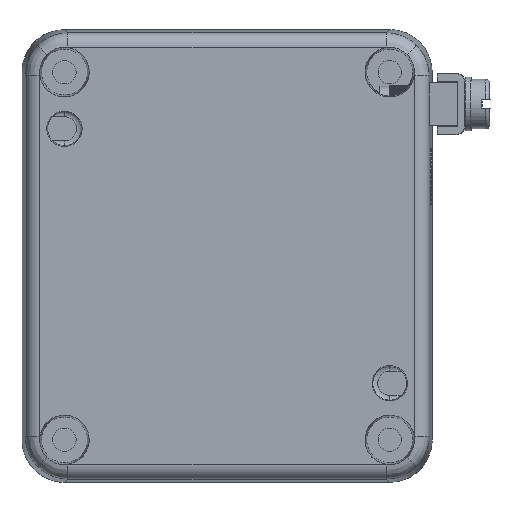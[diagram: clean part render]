
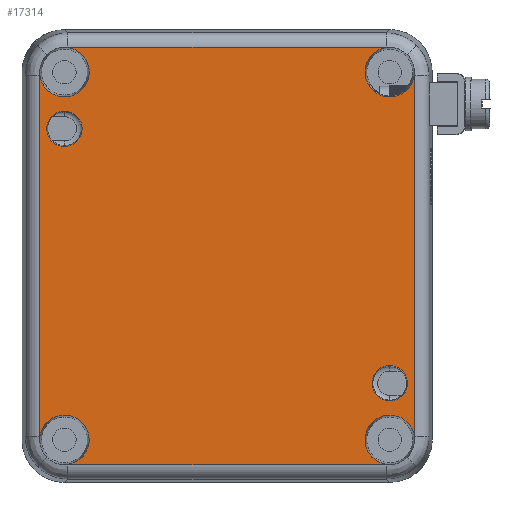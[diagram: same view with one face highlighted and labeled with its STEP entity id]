
A CAD part, front view. The second image highlights one B-rep face of the part: STEP entity #17314.
In plain terms, the highlighted planar face has unit normal (0, -1, 0).
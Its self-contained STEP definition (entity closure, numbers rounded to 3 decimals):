
#1440=LINE('',#42834,#2828);
#1441=LINE('',#42837,#2829);
#1442=LINE('',#42840,#2830);
#1443=LINE('',#42842,#2831);
#2828=VECTOR('',#22928,1000.);
#2829=VECTOR('',#22931,1000.);
#2830=VECTOR('',#22934,1000.);
#2831=VECTOR('',#22937,1000.);
#3511=PLANE('',#18933);
#4244=FACE_BOUND('',#6329,.T.);
#4245=FACE_BOUND('',#6330,.T.);
#5129=FACE_OUTER_BOUND('',#6328,.T.);
#6328=EDGE_LOOP('',(#15192,#15193,#15194,#15195,#15196,#15197,#15198,#15199,
#15200,#15201,#15202,#15203,#15204,#15205,#15206,#15207));
#6329=EDGE_LOOP('',(#15208));
#6330=EDGE_LOOP('',(#15209));
#7118=CIRCLE('',#18867,3.5);
#7120=CIRCLE('',#18870,3.5);
#7126=CIRCLE('',#18879,2.5);
#7128=CIRCLE('',#18882,2.5);
#7137=CIRCLE('',#18896,3.5);
#7139=CIRCLE('',#18899,3.5);
#7146=CIRCLE('',#18908,4.);
#7149=CIRCLE('',#18911,4.);
#7152=CIRCLE('',#18914,4.);
#7155=CIRCLE('',#18917,4.);
#7166=CIRCLE('',#18934,4.);
#7167=CIRCLE('',#18935,4.);
#7168=CIRCLE('',#18936,4.);
#7169=CIRCLE('',#18937,4.);
#8456=VERTEX_POINT('',#42173);
#8457=VERTEX_POINT('',#42174);
#8460=VERTEX_POINT('',#42192);
#8461=VERTEX_POINT('',#42193);
#8468=VERTEX_POINT('',#42221);
#8470=VERTEX_POINT('',#42226);
#8478=VERTEX_POINT('',#42248);
#8479=VERTEX_POINT('',#42249);
#8482=VERTEX_POINT('',#42267);
#8483=VERTEX_POINT('',#42268);
#8491=VERTEX_POINT('',#42321);
#8494=VERTEX_POINT('',#42352);
#8497=VERTEX_POINT('',#42383);
#8500=VERTEX_POINT('',#42414);
#8551=VERTEX_POINT('',#42831);
#8552=VERTEX_POINT('',#42833);
#8553=VERTEX_POINT('',#42836);
#8554=VERTEX_POINT('',#42839);
#10734=EDGE_CURVE('',#8456,#8457,#7118,.T.);
#10738=EDGE_CURVE('',#8460,#8461,#7120,.T.);
#10746=EDGE_CURVE('',#8468,#8468,#7126,.T.);
#10748=EDGE_CURVE('',#8470,#8470,#7128,.T.);
#10757=EDGE_CURVE('',#8478,#8479,#7137,.T.);
#10761=EDGE_CURVE('',#8482,#8483,#7139,.T.);
#10771=EDGE_CURVE('',#8457,#8491,#7146,.T.);
#10775=EDGE_CURVE('',#8461,#8494,#7149,.T.);
#10779=EDGE_CURVE('',#8483,#8497,#7152,.T.);
#10783=EDGE_CURVE('',#8479,#8500,#7155,.T.);
#10834=EDGE_CURVE('',#8551,#8456,#7166,.T.);
#10835=EDGE_CURVE('',#8491,#8552,#1440,.T.);
#10836=EDGE_CURVE('',#8552,#8482,#7167,.T.);
#10837=EDGE_CURVE('',#8497,#8553,#1441,.T.);
#10838=EDGE_CURVE('',#8553,#8460,#7168,.T.);
#10839=EDGE_CURVE('',#8494,#8554,#1442,.T.);
#10840=EDGE_CURVE('',#8554,#8478,#7169,.T.);
#10841=EDGE_CURVE('',#8500,#8551,#1443,.T.);
#15192=ORIENTED_EDGE('',*,*,#10834,.T.);
#15193=ORIENTED_EDGE('',*,*,#10734,.T.);
#15194=ORIENTED_EDGE('',*,*,#10771,.T.);
#15195=ORIENTED_EDGE('',*,*,#10835,.T.);
#15196=ORIENTED_EDGE('',*,*,#10836,.T.);
#15197=ORIENTED_EDGE('',*,*,#10761,.T.);
#15198=ORIENTED_EDGE('',*,*,#10779,.T.);
#15199=ORIENTED_EDGE('',*,*,#10837,.T.);
#15200=ORIENTED_EDGE('',*,*,#10838,.T.);
#15201=ORIENTED_EDGE('',*,*,#10738,.T.);
#15202=ORIENTED_EDGE('',*,*,#10775,.T.);
#15203=ORIENTED_EDGE('',*,*,#10839,.T.);
#15204=ORIENTED_EDGE('',*,*,#10840,.T.);
#15205=ORIENTED_EDGE('',*,*,#10757,.T.);
#15206=ORIENTED_EDGE('',*,*,#10783,.T.);
#15207=ORIENTED_EDGE('',*,*,#10841,.T.);
#15208=ORIENTED_EDGE('',*,*,#10746,.T.);
#15209=ORIENTED_EDGE('',*,*,#10748,.T.);
#17314=ADVANCED_FACE('',(#5129,#4244,#4245),#3511,.F.);
#18867=AXIS2_PLACEMENT_3D('',#42175,#22768,#22769);
#18870=AXIS2_PLACEMENT_3D('',#42194,#22774,#22775);
#18879=AXIS2_PLACEMENT_3D('',#42222,#22792,#22793);
#18882=AXIS2_PLACEMENT_3D('',#42227,#22798,#22799);
#18896=AXIS2_PLACEMENT_3D('',#42250,#22826,#22827);
#18899=AXIS2_PLACEMENT_3D('',#42269,#22832,#22833);
#18908=AXIS2_PLACEMENT_3D('',#42323,#22850,#22851);
#18911=AXIS2_PLACEMENT_3D('',#42354,#22856,#22857);
#18914=AXIS2_PLACEMENT_3D('',#42385,#22862,#22863);
#18917=AXIS2_PLACEMENT_3D('',#42416,#22868,#22869);
#18933=AXIS2_PLACEMENT_3D('',#42830,#22924,#22925);
#18934=AXIS2_PLACEMENT_3D('',#42832,#22926,#22927);
#18935=AXIS2_PLACEMENT_3D('',#42835,#22929,#22930);
#18936=AXIS2_PLACEMENT_3D('',#42838,#22932,#22933);
#18937=AXIS2_PLACEMENT_3D('',#42841,#22935,#22936);
#22768=DIRECTION('center_axis',(0.,1.,0.));
#22769=DIRECTION('ref_axis',(0.,0.,1.));
#22774=DIRECTION('center_axis',(0.,1.,0.));
#22775=DIRECTION('ref_axis',(0.,0.,1.));
#22792=DIRECTION('center_axis',(0.,1.,0.));
#22793=DIRECTION('ref_axis',(0.,0.,1.));
#22798=DIRECTION('center_axis',(0.,1.,0.));
#22799=DIRECTION('ref_axis',(0.,0.,1.));
#22826=DIRECTION('center_axis',(0.,1.,0.));
#22827=DIRECTION('ref_axis',(0.,0.,1.));
#22832=DIRECTION('center_axis',(0.,1.,0.));
#22833=DIRECTION('ref_axis',(0.,0.,1.));
#22850=DIRECTION('center_axis',(0.,-1.,0.));
#22851=DIRECTION('ref_axis',(-1.,0.,0.));
#22856=DIRECTION('center_axis',(0.,-1.,0.));
#22857=DIRECTION('ref_axis',(1.,0.,0.));
#22862=DIRECTION('center_axis',(0.,-1.,0.));
#22863=DIRECTION('ref_axis',(0.,0.,-1.));
#22868=DIRECTION('center_axis',(0.,-1.,0.));
#22869=DIRECTION('ref_axis',(0.,0.,
1.));
#22924=DIRECTION('center_axis',(0.,1.,0.));
#22925=DIRECTION('ref_axis',(0.,0.,1.));
#22926=DIRECTION('center_axis',(0.,-1.,0.));
#22927=DIRECTION('ref_axis',(-0.144,0.,0.99));
#22928=DIRECTION('',(0.,0.,-1.));
#22929=DIRECTION('center_axis',(0.,-1.,0.));
#22930=DIRECTION('ref_axis',(-0.99,0.,-0.144));
#22931=DIRECTION('',(1.,0.,0.));
#22932=DIRECTION('center_axis',(0.,-1.,0.));
#22933=DIRECTION('ref_axis',(0.144,0.,-0.99));
#22934=DIRECTION('',(0.,0.,1.));
#22935=DIRECTION('center_axis',(0.,-1.,0.));
#22936=DIRECTION('ref_axis',(0.99,0.,0.144));
#22937=DIRECTION('',(-1.,0.,0.));
#42173=CARTESIAN_POINT('',(-23.115,-25.,29.498));
#42174=CARTESIAN_POINT('',(-26.498,-25.,26.115));
#42175=CARTESIAN_POINT('Origin',(-23.,-25.,26.));
#42192=CARTESIAN_POINT('',(23.115,-25.,-29.498));
#42193=CARTESIAN_POINT('',(26.498,-25.,-26.115));
#42194=CARTESIAN_POINT('Origin',(23.,-25.,-26.));
#42221=CARTESIAN_POINT('',(23.,-25.,-15.5));
#42222=CARTESIAN_POINT('Origin',(23.,-25.,-18.));
#42226=CARTESIAN_POINT('',(-23.,-25.,20.5));
#42227=CARTESIAN_POINT('Origin',(-23.,-25.,18.));
#42248=CARTESIAN_POINT('',(26.498,-25.,26.115));
#42249=CARTESIAN_POINT('',(23.115,-25.,29.498));
#42250=CARTESIAN_POINT('Origin',(23.,-25.,26.));
#42267=CARTESIAN_POINT('',(-26.498,-25.,-26.115));
#42268=CARTESIAN_POINT('',(-23.115,-25.,-29.498));
#42269=CARTESIAN_POINT('Origin',(-23.,-25.,-26.));
#42321=CARTESIAN_POINT('',(-26.54,-25.,25.54));
#42323=CARTESIAN_POINT('Origin',(-22.539,-25.,25.54));
#42352=CARTESIAN_POINT('',(26.54,-25.,-25.54));
#42354=CARTESIAN_POINT('Origin',(22.539,-25.,-25.54));
#42383=CARTESIAN_POINT('',(-22.54,-25.,-29.54));
#42385=CARTESIAN_POINT('Origin',(-22.54,-25.,-25.539));
#42414=CARTESIAN_POINT('',(22.54,-25.,29.54));
#42416=CARTESIAN_POINT('Origin',(22.54,-25.,25.539));
#42830=CARTESIAN_POINT('Origin',(-29.,-25.,32.));
#42831=CARTESIAN_POINT('',(-22.54,-25.,29.54));
#42832=CARTESIAN_POINT('Origin',(-22.54,-25.,25.539));
#42833=CARTESIAN_POINT('',(-26.54,-25.,-25.54));
#42834=CARTESIAN_POINT('',(-26.54,-25.,-25.501));
#42835=CARTESIAN_POINT('Origin',(-22.539,-25.,-25.54));
#42836=CARTESIAN_POINT('',(22.54,-25.,-29.54));
#42837=CARTESIAN_POINT('',(22.501,-25.,-29.54));
#42838=CARTESIAN_POINT('Origin',(22.54,-25.,-25.539));
#42839=CARTESIAN_POINT('',(26.54,-25.,25.54));
#42840=CARTESIAN_POINT('',(26.54,-25.,25.501));
#42841=CARTESIAN_POINT('Origin',(22.539,-25.,25.54));
#42842=CARTESIAN_POINT('',(-22.501,-25.,29.54));
